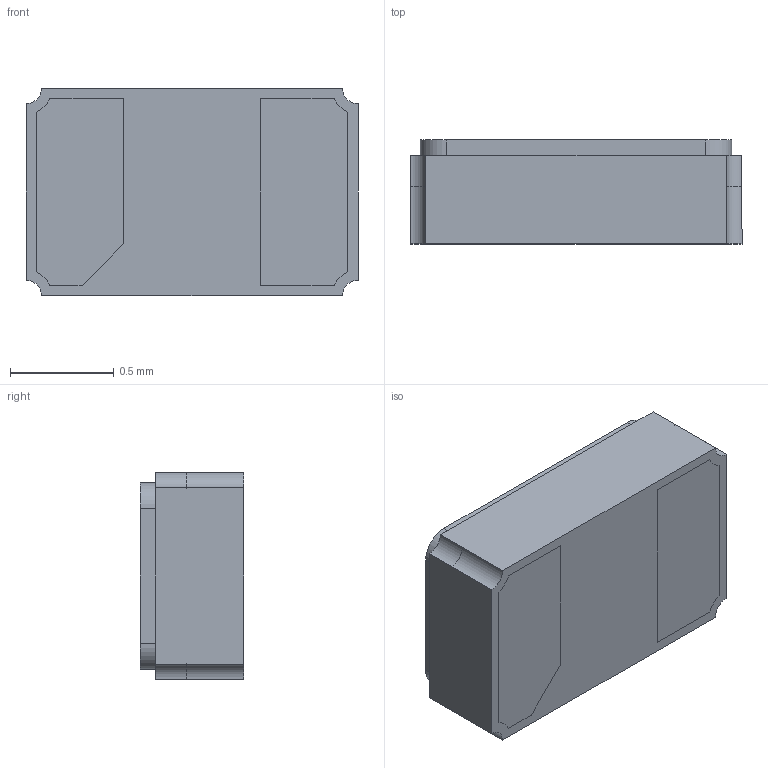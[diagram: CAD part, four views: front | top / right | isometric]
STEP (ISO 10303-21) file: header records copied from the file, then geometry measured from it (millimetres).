
FILE_DESCRIPTION (( 'STEP AP214' ), '1' );
FILE_NAME ('CM9V-T1A.STEP', '2021-06-14T20:54:12', ( '' ), ( '' ), 'SwSTEP 2.0', 'SolidWorks 2017', '' );
FILE_SCHEMA (( 'AUTOMOTIVE_DESIGN' ));
Length unit declared in the file: millimetre
Products named in the file (1): CM9V-T1A
Bounding box: 1.6 x 0.5 x 1 mm (x, y, z)
Volume: 0.8 mm3; surface area: 11.7 mm2
Topology: 8 solids, 8 shells, 92 faces, 214 edges, 140 vertices
Faces by surface type: plane 64, cylinder 28
Entity records: 2707 total; most frequent: DIRECTION 456, CARTESIAN_POINT 447, ORIENTED_EDGE 428, EDGE_CURVE 214, LINE 158, VECTOR 158, AXIS2_PLACEMENT_3D 149, VERTEX_POINT 140
